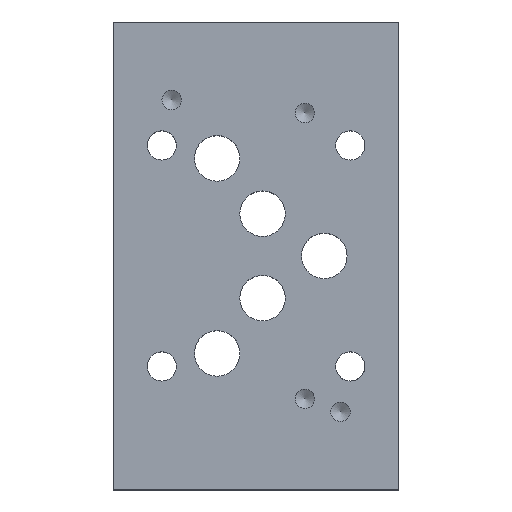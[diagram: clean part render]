
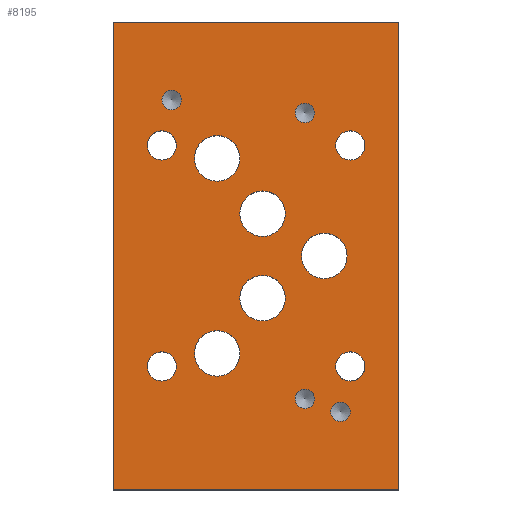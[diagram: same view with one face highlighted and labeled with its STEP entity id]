
A CAD part, top view. The second image highlights one B-rep face of the part: STEP entity #8195.
In plain terms, the highlighted planar face has unit normal (0, 0, 1).
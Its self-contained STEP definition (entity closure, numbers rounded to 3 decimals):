
#610=FACE_BOUND('',#1604,.T.);
#611=FACE_BOUND('',#1605,.T.);
#612=FACE_BOUND('',#1606,.T.);
#613=FACE_BOUND('',#1607,.T.);
#614=FACE_BOUND('',#1608,.T.);
#615=FACE_BOUND('',#1609,.T.);
#616=FACE_BOUND('',#1610,.T.);
#617=FACE_BOUND('',#1611,.T.);
#618=FACE_BOUND('',#1612,.T.);
#619=FACE_BOUND('',#1613,.T.);
#620=FACE_BOUND('',#1614,.T.);
#621=FACE_BOUND('',#1615,.T.);
#622=FACE_BOUND('',#1616,.T.);
#643=CIRCLE('',#8539,3.569);
#644=CIRCLE('',#8541,3.569);
#645=CIRCLE('',#8543,3.569);
#646=CIRCLE('',#8545,3.569);
#658=CIRCLE('',#8567,5.563);
#661=CIRCLE('',#8573,5.563);
#664=CIRCLE('',#8579,5.563);
#667=CIRCLE('',#8585,5.563);
#670=CIRCLE('',#8591,5.563);
#682=CIRCLE('',#8619,2.375);
#684=CIRCLE('',#8623,2.375);
#686=CIRCLE('',#8627,2.375);
#688=CIRCLE('',#8631,2.375);
#1132=FACE_OUTER_BOUND('',#1603,.T.);
#1603=EDGE_LOOP('',(#7448,#7449,#7450,#7451));
#1604=EDGE_LOOP('',(#7452));
#1605=EDGE_LOOP('',(#7453));
#1606=EDGE_LOOP('',(#7454));
#1607=EDGE_LOOP('',(#7455));
#1608=EDGE_LOOP('',(#7456));
#1609=EDGE_LOOP('',(#7457));
#1610=EDGE_LOOP('',(#7458));
#1611=EDGE_LOOP('',(#7459));
#1612=EDGE_LOOP('',(#7460));
#1613=EDGE_LOOP('',(#7461));
#1614=EDGE_LOOP('',(#7462));
#1615=EDGE_LOOP('',(#7463));
#1616=EDGE_LOOP('',(#7464));
#1982=LINE('',#12001,#2892);
#2461=LINE('',#13116,#3371);
#2524=LINE('',#13486,#3434);
#2526=LINE('',#13489,#3436);
#2892=VECTOR('',#9267,10.);
#3371=VECTOR('',#10100,10.);
#3434=VECTOR('',#10385,10.);
#3436=VECTOR('',#10389,10.);
#3760=VERTEX_POINT('',#11998);
#3761=VERTEX_POINT('',#12000);
#4092=VERTEX_POINT('',#13115);
#4114=VERTEX_POINT('',#13184);
#4119=VERTEX_POINT('',#13247);
#4124=VERTEX_POINT('',#13318);
#4125=VERTEX_POINT('',#13322);
#4133=VERTEX_POINT('',#13357);
#4136=VERTEX_POINT('',#13368);
#4139=VERTEX_POINT('',#13379);
#4142=VERTEX_POINT('',#13390);
#4145=VERTEX_POINT('',#13401);
#4160=VERTEX_POINT('',#13454);
#4163=VERTEX_POINT('',#13463);
#4166=VERTEX_POINT('',#13472);
#4169=VERTEX_POINT('',#13481);
#4170=VERTEX_POINT('',#13485);
#4649=EDGE_CURVE('',#3761,#3760,#1982,.T.);
#5145=EDGE_CURVE('',#4092,#3761,#2461,.T.);
#5180=EDGE_CURVE('',#4114,#4114,#643,.T.);
#5186=EDGE_CURVE('',#4119,#4119,#644,.T.);
#5192=EDGE_CURVE('',#4124,#4124,#645,.T.);
#5194=EDGE_CURVE('',#4125,#4125,#646,.T.);
#5211=EDGE_CURVE('',#4133,#4133,#658,.T.);
#5216=EDGE_CURVE('',#4136,#4136,#661,.T.);
#5221=EDGE_CURVE('',#4139,#4139,#664,.T.);
#5226=EDGE_CURVE('',#4142,#4142,#667,.T.);
#5231=EDGE_CURVE('',#4145,#4145,#670,.T.);
#5252=EDGE_CURVE('',#4160,#4160,#682,.T.);
#5256=EDGE_CURVE('',#4163,#4163,#684,.T.);
#5260=EDGE_CURVE('',#4166,#4166,#686,.T.);
#5264=EDGE_CURVE('',#4169,#4169,#688,.T.);
#5266=EDGE_CURVE('',#4170,#4092,#2524,.T.);
#5268=EDGE_CURVE('',#3760,#4170,#2526,.T.);
#7448=ORIENTED_EDGE('',*,*,#5145,.T.);
#7449=ORIENTED_EDGE('',*,*,#4649,.T.);
#7450=ORIENTED_EDGE('',*,*,#5268,.T.);
#7451=ORIENTED_EDGE('',*,*,#5266,.T.);
#7452=ORIENTED_EDGE('',*,*,#5180,.T.);
#7453=ORIENTED_EDGE('',*,*,#5186,.T.);
#7454=ORIENTED_EDGE('',*,*,#5192,.T.);
#7455=ORIENTED_EDGE('',*,*,#5194,.T.);
#7456=ORIENTED_EDGE('',*,*,#5211,.T.);
#7457=ORIENTED_EDGE('',*,*,#5216,.T.);
#7458=ORIENTED_EDGE('',*,*,#5221,.T.);
#7459=ORIENTED_EDGE('',*,*,#5226,.T.);
#7460=ORIENTED_EDGE('',*,*,#5231,.T.);
#7461=ORIENTED_EDGE('',*,*,#5252,.T.);
#7462=ORIENTED_EDGE('',*,*,#5256,.T.);
#7463=ORIENTED_EDGE('',*,*,#5260,.T.);
#7464=ORIENTED_EDGE('',*,*,#5264,.T.);
#7781=PLANE('',#8635);
#8195=ADVANCED_FACE('',(#1132,#610,#611,#612,#613,#614,#615,#616,#617,#618,
#619,#620,#621,#622),#7781,.T.);
#8539=AXIS2_PLACEMENT_3D('',#13186,#10165,#10166);
#8541=AXIS2_PLACEMENT_3D('',#13249,#10170,#10171);
#8543=AXIS2_PLACEMENT_3D('',#13320,#10175,#10176);
#8545=AXIS2_PLACEMENT_3D('',#13324,#10180,#10181);
#8567=AXIS2_PLACEMENT_3D('',#13359,#10229,#10230);
#8573=AXIS2_PLACEMENT_3D('',#13370,#10243,#10244);
#8579=AXIS2_PLACEMENT_3D('',#13381,#10257,#10258);
#8585=AXIS2_PLACEMENT_3D('',#13392,#10271,#10272);
#8591=AXIS2_PLACEMENT_3D('',#13403,#10285,#10286);
#8619=AXIS2_PLACEMENT_3D('',#13455,#10350,#10351);
#8623=AXIS2_PLACEMENT_3D('',#13464,#10360,#10361);
#8627=AXIS2_PLACEMENT_3D('',#13473,#10370,#10371);
#8631=AXIS2_PLACEMENT_3D('',#13482,#10380,#10381);
#8635=AXIS2_PLACEMENT_3D('',#13491,#10392,#10393);
#9267=DIRECTION('',(0.,1.,0.));
#10100=DIRECTION('',(1.,0.,0.));
#10165=DIRECTION('center_axis',(0.,0.,-1.));
#10166=DIRECTION('ref_axis',(1.,0.,0.));
#10170=DIRECTION('center_axis',(0.,0.,-1.));
#10171=DIRECTION('ref_axis',(1.,0.,0.));
#10175=DIRECTION('center_axis',(0.,0.,-1.));
#10176=DIRECTION('ref_axis',(1.,0.,0.));
#10180=DIRECTION('center_axis',(0.,0.,-1.));
#10181=DIRECTION('ref_axis',(1.,0.,0.));
#10229=DIRECTION('center_axis',(0.,0.,-1.));
#10230=DIRECTION('ref_axis',(1.,0.,0.));
#10243=DIRECTION('center_axis',(0.,0.,-1.));
#10244=DIRECTION('ref_axis',(1.,0.,0.));
#10257=DIRECTION('center_axis',(0.,0.,-1.));
#10258=DIRECTION('ref_axis',(1.,0.,0.));
#10271=DIRECTION('center_axis',(0.,0.,-1.));
#10272=DIRECTION('ref_axis',(1.,0.,0.));
#10285=DIRECTION('center_axis',(0.,0.,-1.));
#10286=DIRECTION('ref_axis',(1.,0.,0.));
#10350=DIRECTION('center_axis',(0.,0.,-1.));
#10351=DIRECTION('ref_axis',(1.,0.,0.));
#10360=DIRECTION('center_axis',(0.,0.,-1.));
#10361=DIRECTION('ref_axis',(1.,0.,0.));
#10370=DIRECTION('center_axis',(0.,0.,-1.));
#10371=DIRECTION('ref_axis',(1.,0.,0.));
#10380=DIRECTION('center_axis',(0.,0.,-1.));
#10381=DIRECTION('ref_axis',(1.,0.,0.));
#10385=DIRECTION('',(0.,-1.,0.));
#10389=DIRECTION('',(-1.,0.,0.));
#10392=DIRECTION('center_axis',(0.,0.,1.));
#10393=DIRECTION('ref_axis',(1.,0.,0.));
#11998=CARTESIAN_POINT('',(69.85,114.3,25.4));
#12000=CARTESIAN_POINT('',(69.85,0.,25.4));
#12001=CARTESIAN_POINT('',(69.85,0.,25.4));
#13115=CARTESIAN_POINT('',(0.,0.,25.4));
#13116=CARTESIAN_POINT('',(0.,0.,25.4));
#13184=CARTESIAN_POINT('',(54.394,30.15,25.4));
#13186=CARTESIAN_POINT('Origin',(57.963,30.15,25.4));
#13247=CARTESIAN_POINT('',(8.344,84.15,25.4));
#13249=CARTESIAN_POINT('Origin',(11.913,84.15,25.4));
#13318=CARTESIAN_POINT('',(54.394,84.15,25.4));
#13320=CARTESIAN_POINT('Origin',(57.963,84.15,25.4));
#13322=CARTESIAN_POINT('',(8.344,30.15,25.4));
#13324=CARTESIAN_POINT('Origin',(11.913,30.15,25.4));
#13357=CARTESIAN_POINT('',(19.863,33.325,25.4));
#13359=CARTESIAN_POINT('Origin',(25.425,33.325,25.4));
#13368=CARTESIAN_POINT('',(30.963,46.838,25.4));
#13370=CARTESIAN_POINT('Origin',(36.525,46.838,25.4));
#13379=CARTESIAN_POINT('',(30.963,67.462,25.4));
#13381=CARTESIAN_POINT('Origin',(36.525,67.462,25.4));
#13390=CARTESIAN_POINT('',(19.863,80.975,25.4));
#13392=CARTESIAN_POINT('Origin',(25.425,80.975,25.4));
#13401=CARTESIAN_POINT('',(46.05,57.15,25.4));
#13403=CARTESIAN_POINT('Origin',(51.613,57.15,25.4));
#13454=CARTESIAN_POINT('',(44.488,92.075,25.4));
#13455=CARTESIAN_POINT('Origin',(46.863,92.075,25.4));
#13463=CARTESIAN_POINT('',(53.2,19.05,25.4));
#13464=CARTESIAN_POINT('Origin',(55.575,19.05,25.4));
#13472=CARTESIAN_POINT('',(11.925,95.25,25.4));
#13473=CARTESIAN_POINT('Origin',(14.3,95.25,25.4));
#13481=CARTESIAN_POINT('',(44.488,22.225,25.4));
#13482=CARTESIAN_POINT('Origin',(46.863,22.225,25.4));
#13485=CARTESIAN_POINT('',(0.,114.3,25.4));
#13486=CARTESIAN_POINT('',(0.,114.3,25.4));
#13489=CARTESIAN_POINT('',(69.85,114.3,25.4));
#13491=CARTESIAN_POINT('Origin',(34.925,57.15,25.4));
